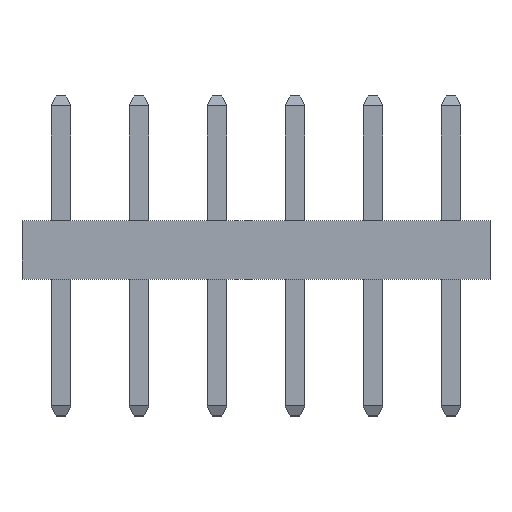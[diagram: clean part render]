
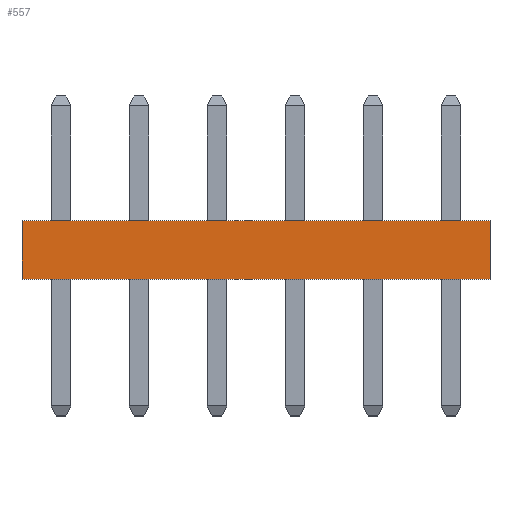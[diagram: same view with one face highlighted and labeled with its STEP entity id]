
A CAD part, top view. The second image highlights one B-rep face of the part: STEP entity #557.
In plain terms, the highlighted planar face has unit normal (0, 0, 1).
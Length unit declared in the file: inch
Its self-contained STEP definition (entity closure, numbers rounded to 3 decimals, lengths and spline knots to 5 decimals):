
#557 = ADVANCED_FACE( '', ( #1269 ), #1270, .F. );
#1269 = FACE_OUTER_BOUND( '', #2173, .T. );
#1270 = PLANE( '', #2174 );
#2173 = EDGE_LOOP( '', ( #3576, #3577, #3578, #3579 ) );
#2174 = AXIS2_PLACEMENT_3D( '', #3580, #3581, #3582 );
#3576 = ORIENTED_EDGE( '', *, *, #5700, .T. );
#3577 = ORIENTED_EDGE( '', *, *, #5701, .F. );
#3578 = ORIENTED_EDGE( '', *, *, #5702, .F. );
#3579 = ORIENTED_EDGE( '', *, *, #5703, .T. );
#3580 = CARTESIAN_POINT( '', ( -0.23622, 0.059, 0.0775 ) );
#3581 = DIRECTION( '', ( 0., 0., -1. ) );
#3582 = DIRECTION( '', ( -1., 0., 0. ) );
#5700 = EDGE_CURVE( '', #6952, #6953, #6954, .T. );
#5701 = EDGE_CURVE( '', #6955, #6953, #6956, .T. );
#5702 = EDGE_CURVE( '', #6957, #6955, #6958, .T. );
#5703 = EDGE_CURVE( '', #6957, #6952, #6959, .T. );
#6952 = VERTEX_POINT( '', #8686 );
#6953 = VERTEX_POINT( '', #8687 );
#6954 = LINE( '', #8688, #8689 );
#6955 = VERTEX_POINT( '', #8690 );
#6956 = LINE( '', #8691, #8692 );
#6957 = VERTEX_POINT( '', #8693 );
#6958 = LINE( '', #8694, #8695 );
#6959 = LINE( '', #8696, #8697 );
#8686 = CARTESIAN_POINT( '', ( -0.23622, 0., 0.0775 ) );
#8687 = CARTESIAN_POINT( '', ( 0.23622, 0., 0.0775 ) );
#8688 = CARTESIAN_POINT( '', ( -0.23622, 0., 0.0775 ) );
#8689 = VECTOR( '', #9970, 39.37008 );
#8690 = CARTESIAN_POINT( '', ( 0.23622, 0.059, 0.0775 ) );
#8691 = CARTESIAN_POINT( '', ( 0.23622, 0.059, 0.0775 ) );
#8692 = VECTOR( '', #9971, 39.37008 );
#8693 = CARTESIAN_POINT( '', ( -0.23622, 0.059, 0.0775 ) );
#8694 = CARTESIAN_POINT( '', ( -0.23622, 0.059, 0.0775 ) );
#8695 = VECTOR( '', #9972, 39.37008 );
#8696 = CARTESIAN_POINT( '', ( -0.23622, 0.059, 0.0775 ) );
#8697 = VECTOR( '', #9973, 39.37008 );
#9970 = DIRECTION( '', ( 1., 0., 0. ) );
#9971 = DIRECTION( '', ( 0., -1., 0. ) );
#9972 = DIRECTION( '', ( 1., 0., 0. ) );
#9973 = DIRECTION( '', ( 0., -1., 0. ) );
